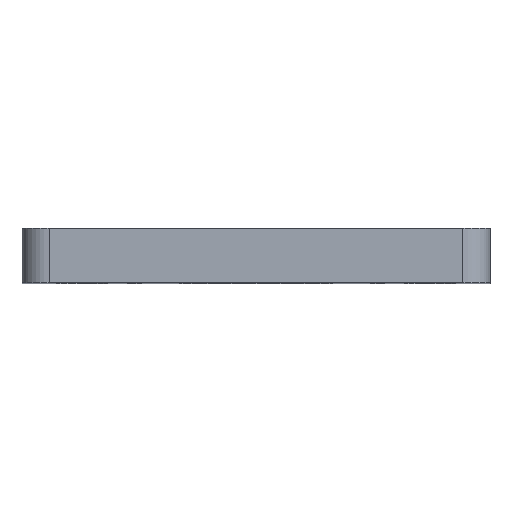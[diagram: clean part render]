
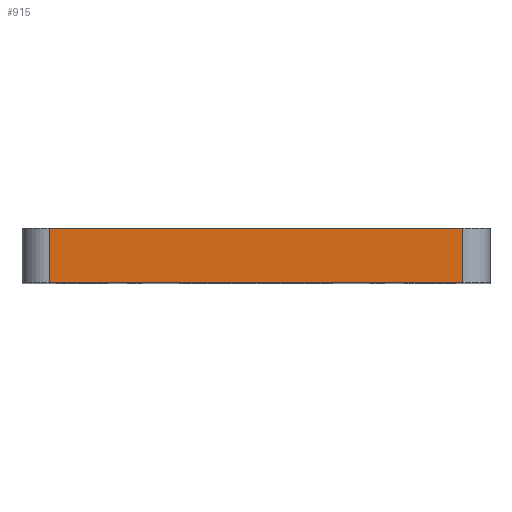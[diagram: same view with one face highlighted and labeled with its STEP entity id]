
A CAD part, top view. The second image highlights one B-rep face of the part: STEP entity #915.
In plain terms, the highlighted planar face has unit normal (0, 0, 1).
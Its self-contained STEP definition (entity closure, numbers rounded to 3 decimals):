
#107 = VECTOR ( 'NONE', #885, 1000. ) ;
#197 = ORIENTED_EDGE ( 'NONE', *, *, #2005, .T. ) ;
#282 = CARTESIAN_POINT ( 'NONE',  ( 38., 10., 43. ) ) ;
#415 = CARTESIAN_POINT ( 'NONE',  ( 38., 10., 43. ) ) ;
#434 = PLANE ( 'NONE',  #571 ) ;
#435 = LINE ( 'NONE', #866, #2049 ) ;
#440 = CARTESIAN_POINT ( 'NONE',  ( -38., 10., 43. ) ) ;
#455 = ORIENTED_EDGE ( 'NONE', *, *, #2341, .T. ) ;
#571 = AXIS2_PLACEMENT_3D ( 'NONE', #1955, #1777, #1578 ) ;
#693 = VERTEX_POINT ( 'NONE', #415 ) ;
#758 = CARTESIAN_POINT ( 'NONE',  ( 43., 0., 43. ) ) ;
#866 = CARTESIAN_POINT ( 'NONE',  ( -38., 10., 43. ) ) ;
#885 = DIRECTION ( 'NONE',  ( 1., 0., 0. ) ) ;
#915 = ADVANCED_FACE ( 'NONE', ( #1683 ), #434, .F. ) ;
#1011 = EDGE_CURVE ( 'NONE', #1558, #693, #1455, .T. ) ;
#1015 = EDGE_LOOP ( 'NONE', ( #197, #1169, #2412, #455 ) ) ;
#1053 = CARTESIAN_POINT ( 'NONE',  ( -38., 0., 43. ) ) ;
#1104 = CARTESIAN_POINT ( 'NONE',  ( 38., 0., 43. ) ) ;
#1163 = EDGE_CURVE ( 'NONE', #2281, #693, #2439, .T. ) ;
#1169 = ORIENTED_EDGE ( 'NONE', *, *, #1011, .T. ) ;
#1238 = VERTEX_POINT ( 'NONE', #1053 ) ;
#1369 = VECTOR ( 'NONE', #2076, 1000. ) ;
#1425 = DIRECTION ( 'NONE',  ( 0., -1., 0. ) ) ;
#1455 = LINE ( 'NONE', #282, #2405 ) ;
#1558 = VERTEX_POINT ( 'NONE', #1104 ) ;
#1578 = DIRECTION ( 'NONE',  ( -1., 0., 0. ) ) ;
#1683 = FACE_OUTER_BOUND ( 'NONE', #1015, .T. ) ;
#1777 = DIRECTION ( 'NONE',  ( 0., 0., -1. ) ) ;
#1834 = LINE ( 'NONE', #758, #1369 ) ;
#1888 = CARTESIAN_POINT ( 'NONE',  ( 43., 10., 43. ) ) ;
#1955 = CARTESIAN_POINT ( 'NONE',  ( 43., 10., 43. ) ) ;
#2005 = EDGE_CURVE ( 'NONE', #1238, #1558, #1834, .T. ) ;
#2019 = DIRECTION ( 'NONE',  ( 0., 1., 0. ) ) ;
#2049 = VECTOR ( 'NONE', #1425, 1000. ) ;
#2076 = DIRECTION ( 'NONE',  ( 1., 0., 0. ) ) ;
#2281 = VERTEX_POINT ( 'NONE', #440 ) ;
#2341 = EDGE_CURVE ( 'NONE', #2281, #1238, #435, .T. ) ;
#2405 = VECTOR ( 'NONE', #2019, 1000. ) ;
#2412 = ORIENTED_EDGE ( 'NONE', *, *, #1163, .F. ) ;
#2439 = LINE ( 'NONE', #1888, #107 ) ;
